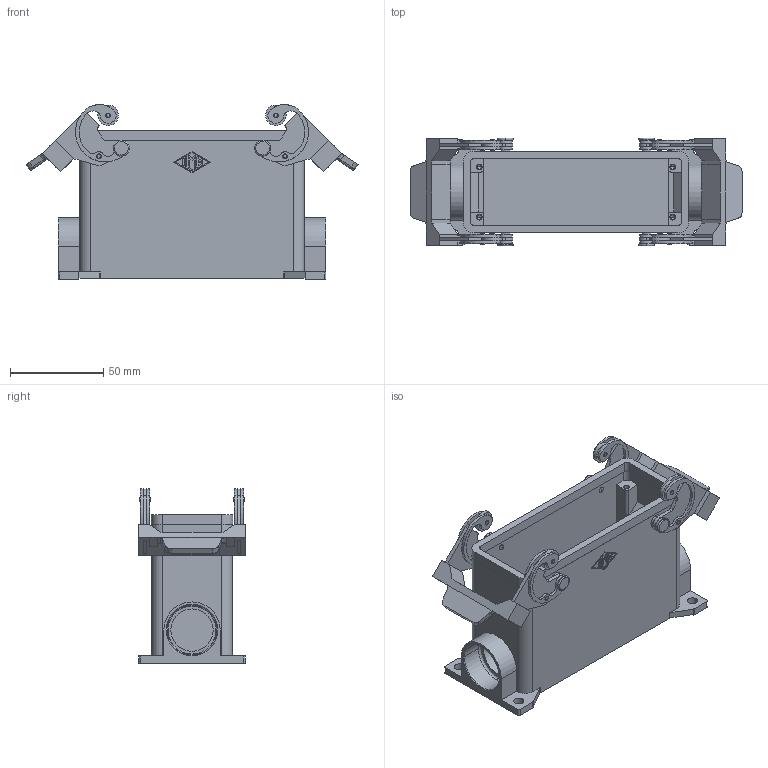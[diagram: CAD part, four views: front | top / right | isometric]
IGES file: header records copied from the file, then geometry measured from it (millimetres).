
Start section: Elysium IGES Interface
Global section: file name: 61HCHPT_24_5.igs; native system: Creo Elements/Direct Modeling 18.0B  02-Dec-2011; preprocessor: Creo Element/Direct IGES_3D V2.2; author: Unknown; organization: Unknown; date: 20130114.101528; units: millimetre
Bounding box: 178.49 x 58 x 93.94 mm (x, y, z)
Volume: 14.1 mm3; surface area: 81018.6 mm2
Topology: 4 solids, 9 shells, 606 faces, 1626 edges, 1067 vertices
Faces by surface type: bspline 606
